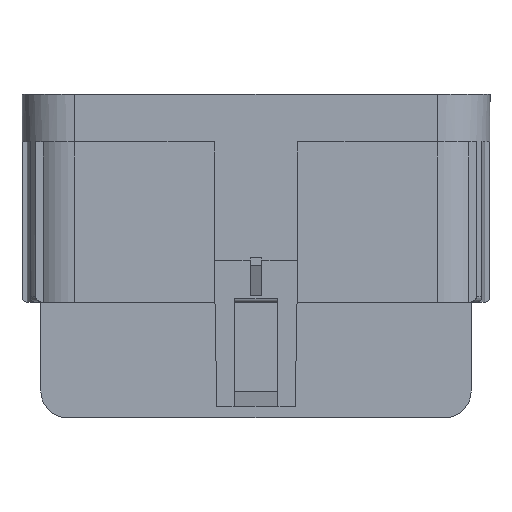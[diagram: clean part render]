
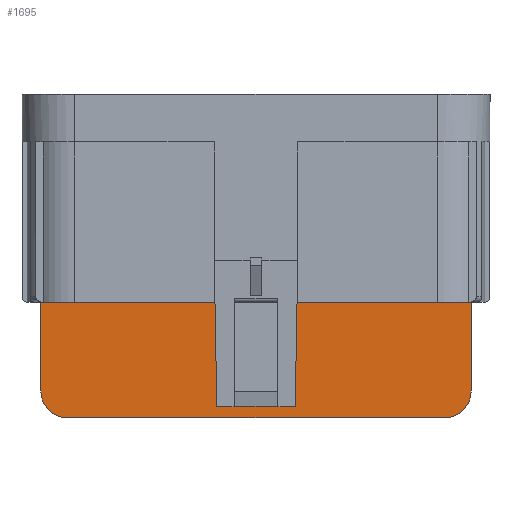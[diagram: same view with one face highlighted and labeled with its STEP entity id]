
A CAD part, front view. The second image highlights one B-rep face of the part: STEP entity #1695.
In plain terms, the highlighted planar face has unit normal (0, -1, 0).
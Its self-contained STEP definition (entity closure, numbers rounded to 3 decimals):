
#200=PLANE('',#5719);
#461=LINE('',#7841,#1087);
#464=LINE('',#7847,#1090);
#466=LINE('',#7851,#1092);
#499=LINE('',#7918,#1125);
#573=LINE('',#8140,#1199);
#579=LINE('',#8182,#1205);
#591=LINE('',#8210,#1217);
#592=LINE('',#8214,#1218);
#593=LINE('',#8218,#1219);
#594=LINE('',#8219,#1220);
#595=LINE('',#8221,#1221);
#596=LINE('',#8223,#1222);
#1087=VECTOR('',#6212,1.);
#1090=VECTOR('',#6217,1.);
#1092=VECTOR('',#6221,1.);
#1125=VECTOR('',#6282,1.);
#1199=VECTOR('',#6428,1.);
#1205=VECTOR('',#6466,1.);
#1217=VECTOR('',#6488,1.);
#1218=VECTOR('',#6491,1.);
#1219=VECTOR('',#6494,1.);
#1220=VECTOR('',#6495,1.);
#1221=VECTOR('',#6496,1.);
#1222=VECTOR('',#6497,1.);
#1695=ADVANCED_FACE('',(#2005),#200,.F.);
#2005=FACE_OUTER_BOUND('',#2313,.T.);
#2313=EDGE_LOOP('',(#3029,#3030,#3031,#3032,#3033,#3034,#3035,#3036,#3037,
#3038,#3039,#3040,#3041,#3042));
#3029=ORIENTED_EDGE('',*,*,#4943,.F.);
#3030=ORIENTED_EDGE('',*,*,#4979,.F.);
#3031=ORIENTED_EDGE('',*,*,#4980,.F.);
#3032=ORIENTED_EDGE('',*,*,#4981,.F.);
#3033=ORIENTED_EDGE('',*,*,#4982,.T.);
#3034=ORIENTED_EDGE('',*,*,#4983,.T.);
#3035=ORIENTED_EDGE('',*,*,#4965,.T.);
#3036=ORIENTED_EDGE('',*,*,#4984,.T.);
#3037=ORIENTED_EDGE('',*,*,#4985,.F.);
#3038=ORIENTED_EDGE('',*,*,#4986,.T.);
#3039=ORIENTED_EDGE('',*,*,#4808,.F.);
#3040=ORIENTED_EDGE('',*,*,#4806,.F.);
#3041=ORIENTED_EDGE('',*,*,#4803,.T.);
#3042=ORIENTED_EDGE('',*,*,#4843,.F.);
#4267=VERTEX_POINT('',#7842);
#4268=VERTEX_POINT('',#7843);
#4269=VERTEX_POINT('',#7848);
#4270=VERTEX_POINT('',#7852);
#4289=VERTEX_POINT('',#7917);
#4377=VERTEX_POINT('',#8139);
#4397=VERTEX_POINT('',#8181);
#4398=VERTEX_POINT('',#8183);
#4409=VERTEX_POINT('',#8211);
#4410=VERTEX_POINT('',#8213);
#4411=VERTEX_POINT('',#8215);
#4412=VERTEX_POINT('',#8217);
#4413=VERTEX_POINT('',#8220);
#4414=VERTEX_POINT('',#8222);
#4803=EDGE_CURVE('',#4267,#4268,#461,.T.);
#4806=EDGE_CURVE('',#4267,#4269,#464,.T.);
#4808=EDGE_CURVE('',#4269,#4270,#466,.T.);
#4843=EDGE_CURVE('',#4289,#4268,#499,.T.);
#4943=EDGE_CURVE('',#4377,#4289,#573,.T.);
#4965=EDGE_CURVE('',#4398,#4397,#579,.T.);
#4979=EDGE_CURVE('',#4409,#4377,#591,.T.);
#4980=EDGE_CURVE('',#4410,#4409,#5532,.T.);
#4981=EDGE_CURVE('',#4411,#4410,#592,.T.);
#4982=EDGE_CURVE('',#4411,#4412,#5533,.T.);
#4983=EDGE_CURVE('',#4412,#4398,#593,.T.);
#4984=EDGE_CURVE('',#4397,#4413,#594,.T.);
#4985=EDGE_CURVE('',#4414,#4413,#595,.T.);
#4986=EDGE_CURVE('',#4414,#4270,#596,.T.);
#5532=CIRCLE('',#5717,3.6);
#5533=CIRCLE('',#5718,3.6);
#5717=AXIS2_PLACEMENT_3D('',#8212,#6489,#6490);
#5718=AXIS2_PLACEMENT_3D('',#8216,#6492,#6493);
#5719=AXIS2_PLACEMENT_3D('',#8224,#6498,#6499);
#6212=DIRECTION('',(-1.,0.,0.));
#6217=DIRECTION('',(0.196,0.,0.981));
#6221=DIRECTION('',(1.,0.,0.));
#6282=DIRECTION('',(0.017,0.,-1.));
#6428=DIRECTION('',(1.,0.,0.));
#6466=DIRECTION('',(-1.,0.,0.));
#6488=DIRECTION('',(0.,0.,1.));
#6489=DIRECTION('',(0.,1.,0.));
#6490=DIRECTION('',(0.,0.,1.));
#6491=DIRECTION('',(-1.,0.,0.));
#6492=DIRECTION('',(0.,-1.,0.));
#6493=DIRECTION('',(0.,0.,1.));
#6494=DIRECTION('',(0.,0.,1.));
#6495=DIRECTION('',(-0.017,0.,-1.));
#6496=DIRECTION('',(1.,0.,0.));
#6497=DIRECTION('',(-0.196,0.,0.981));
#6498=DIRECTION('',(0.,1.,0.));
#6499=DIRECTION('',(0.,0.,-1.));
#7841=CARTESIAN_POINT('',(5.551,-7.337,-33.3));
#7842=CARTESIAN_POINT('',(-4.361,-7.337,-33.3));
#7843=CARTESIAN_POINT('',(-5.261,-7.337,-33.3));
#7847=CARTESIAN_POINT('',(-2.001,-7.337,-21.499));
#7848=CARTESIAN_POINT('',(-4.354,-7.337,-33.266));
#7851=CARTESIAN_POINT('',(-0.026,-7.337,-33.266));
#7852=CARTESIAN_POINT('',(4.355,-7.337,-33.266));
#7917=CARTESIAN_POINT('',(-5.506,-7.337,-19.3));
#7918=CARTESIAN_POINT('',(-5.261,-7.337,-33.3));
#8139=CARTESIAN_POINT('',(-28.866,-7.337,-19.3));
#8140=CARTESIAN_POINT('',(-10.494,-7.337,-19.3));
#8181=CARTESIAN_POINT('',(5.506,-7.337,-19.3));
#8182=CARTESIAN_POINT('',(10.495,-7.337,-19.3));
#8183=CARTESIAN_POINT('',(28.867,-7.337,-19.3));
#8210=CARTESIAN_POINT('',(-28.866,-7.337,-19.8));
#8211=CARTESIAN_POINT('',(-28.866,-7.337,-31.2));
#8212=CARTESIAN_POINT('',(-25.266,-7.337,-31.2));
#8213=CARTESIAN_POINT('',(-25.266,-7.337,-34.8));
#8214=CARTESIAN_POINT('',(-10.494,-7.337,-34.8));
#8215=CARTESIAN_POINT('',(25.267,-7.337,-34.8));
#8216=CARTESIAN_POINT('',(25.267,-7.337,-31.2));
#8217=CARTESIAN_POINT('',(28.867,-7.337,-31.2));
#8218=CARTESIAN_POINT('',(28.867,-7.337,-19.8));
#8219=CARTESIAN_POINT('',(5.262,-7.337,-33.3));
#8220=CARTESIAN_POINT('',(5.262,-7.337,-33.3));
#8221=CARTESIAN_POINT('',(-5.551,-7.337,-33.3));
#8222=CARTESIAN_POINT('',(4.362,-7.337,-33.3));
#8223=CARTESIAN_POINT('',(2.002,-7.337,-21.499));
#8224=CARTESIAN_POINT('',(-10.494,-7.337,-19.8));
